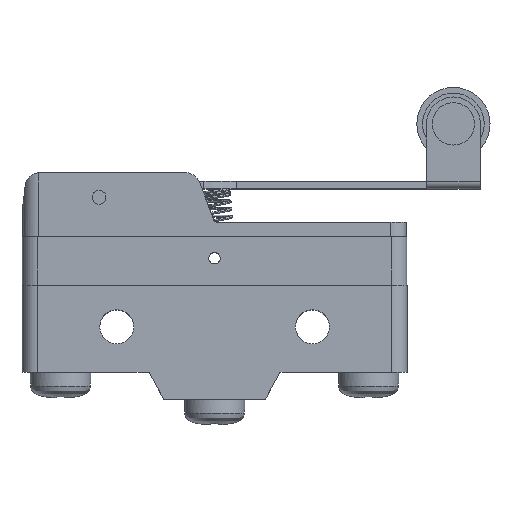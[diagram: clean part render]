
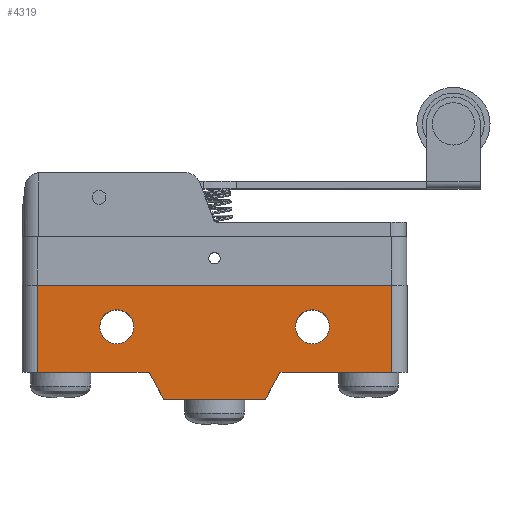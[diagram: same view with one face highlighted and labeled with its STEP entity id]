
A CAD part, top view. The second image highlights one B-rep face of the part: STEP entity #4319.
In plain terms, the highlighted planar face has unit normal (0, 0, 1).
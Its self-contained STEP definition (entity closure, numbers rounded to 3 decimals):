
#6=DIRECTION('',(1.,0.,0.));
#7=VECTOR('',#6,13.2);
#8=CARTESIAN_POINT('',(-6.6,0.,9.));
#9=LINE('',#8,#7);
#76=CARTESIAN_POINT('',(12.7,9.4,9.));
#77=DIRECTION('',(0.,0.,1.));
#78=DIRECTION('',(1.,0.,0.));
#79=AXIS2_PLACEMENT_3D('',#76,#77,#78);
#81=CARTESIAN_POINT('',(12.7,9.4,9.));
#82=DIRECTION('',(0.,0.,1.));
#83=DIRECTION('',(-1.,0.,0.));
#84=AXIS2_PLACEMENT_3D('',#81,#82,#83);
#86=CARTESIAN_POINT('',(-12.7,9.4,9.));
#87=DIRECTION('',(0.,0.,1.));
#88=DIRECTION('',(1.,0.,0.));
#89=AXIS2_PLACEMENT_3D('',#86,#87,#88);
#91=CARTESIAN_POINT('',(-12.7,9.4,9.));
#92=DIRECTION('',(0.,0.,1.));
#93=DIRECTION('',(-1.,0.,0.));
#94=AXIS2_PLACEMENT_3D('',#91,#92,#93);
#96=DIRECTION('',(0.,-1.,0.));
#97=VECTOR('',#96,11.3);
#98=CARTESIAN_POINT('',(23.,14.8,9.));
#99=LINE('',#98,#97);
#100=DIRECTION('',(-1.,0.,0.));
#101=VECTOR('',#100,14.5);
#102=CARTESIAN_POINT('',(23.,3.5,9.));
#103=LINE('',#102,#101);
#104=DIRECTION('',(-0.477,-0.879,0.));
#105=VECTOR('',#104,3.982);
#106=CARTESIAN_POINT('',(8.5,3.5,9.));
#107=LINE('',#106,#105);
#108=DIRECTION('',(-0.477,0.879,0.));
#109=VECTOR('',#108,3.982);
#110=CARTESIAN_POINT('',(-6.6,0.,9.));
#111=LINE('',#110,#109);
#112=DIRECTION('',(1.,0.,0.));
#113=VECTOR('',#112,14.5);
#114=CARTESIAN_POINT('',(-23.,3.5,9.));
#115=LINE('',#114,#113);
#116=DIRECTION('',(0.,-1.,0.));
#117=VECTOR('',#116,11.3);
#118=CARTESIAN_POINT('',(-23.,14.8,9.));
#119=LINE('',#118,#117);
#137=DIRECTION('',(1.,0.,0.));
#138=VECTOR('',#137,46.);
#139=CARTESIAN_POINT('',(-23.,14.8,9.));
#140=LINE('',#139,#138);
#3489=CARTESIAN_POINT('',(-6.6,0.,9.));
#3491=VERTEX_POINT('',#3489);
#3493=CARTESIAN_POINT('',(6.6,0.,9.));
#3495=VERTEX_POINT('',#3493);
#3497=CARTESIAN_POINT('',(-8.5,3.5,9.));
#3498=VERTEX_POINT('',#3497);
#3499=CARTESIAN_POINT('',(8.5,3.5,9.));
#3500=VERTEX_POINT('',#3499);
#3505=CARTESIAN_POINT('',(14.9,9.4,9.));
#3506=CARTESIAN_POINT('',(10.5,9.4,9.));
#3507=VERTEX_POINT('',#3505);
#3508=VERTEX_POINT('',#3506);
#3509=CARTESIAN_POINT('',(-10.5,9.4,9.));
#3510=CARTESIAN_POINT('',(-14.9,9.4,9.));
#3511=VERTEX_POINT('',#3509);
#3512=VERTEX_POINT('',#3510);
#3549=CARTESIAN_POINT('',(23.,3.5,9.));
#3550=VERTEX_POINT('',#3549);
#3551=CARTESIAN_POINT('',(23.,14.8,9.));
#3552=VERTEX_POINT('',#3551);
#3585=CARTESIAN_POINT('',(-23.,14.8,9.));
#3586=CARTESIAN_POINT('',(-23.,3.5,9.));
#3587=VERTEX_POINT('',#3585);
#3588=VERTEX_POINT('',#3586);
#4287=CARTESIAN_POINT('',(-25.,0.,9.));
#4288=DIRECTION('',(0.,0.,1.));
#4289=DIRECTION('',(1.,0.,0.));
#4290=AXIS2_PLACEMENT_3D('',#4287,#4288,#4289);
#4291=PLANE('',#4290);
#4293=ORIENTED_EDGE('',*,*,#4292,.T.);
#4295=ORIENTED_EDGE('',*,*,#4294,.T.);
#4297=ORIENTED_EDGE('',*,*,#4296,.T.);
#4298=ORIENTED_EDGE('',*,*,#4208,.F.);
#4299=ORIENTED_EDGE('',*,*,#4233,.T.);
#4301=ORIENTED_EDGE('',*,*,#4300,.F.);
#4303=ORIENTED_EDGE('',*,*,#4302,.F.);
#4305=ORIENTED_EDGE('',*,*,#4304,.T.);
#4306=EDGE_LOOP('',(#4293,#4295,#4297,#4298,#4299,#4301,#4303,#4305));
#4307=FACE_OUTER_BOUND('',#4306,.F.);
#4309=ORIENTED_EDGE('',*,*,#4308,.T.);
#4311=ORIENTED_EDGE('',*,*,#4310,.T.);
#4312=EDGE_LOOP('',(#4309,#4311));
#4313=FACE_BOUND('',#4312,.F.);
#4314=ORIENTED_EDGE('',*,*,#4277,.T.);
#4316=ORIENTED_EDGE('',*,*,#4315,.T.);
#4317=EDGE_LOOP('',(#4314,#4316));
#4318=FACE_BOUND('',#4317,.F.);
#80=CIRCLE('',#79,2.2);
#85=CIRCLE('',#84,2.2);
#90=CIRCLE('',#89,2.2);
#95=CIRCLE('',#94,2.2);
#4208=EDGE_CURVE('',#3491,#3495,#9,.T.);
#4233=EDGE_CURVE('',#3491,#3498,#111,.T.);
#4277=EDGE_CURVE('',#3507,#3508,#80,.T.);
#4292=EDGE_CURVE('',#3552,#3550,#99,.T.);
#4294=EDGE_CURVE('',#3550,#3500,#103,.T.);
#4296=EDGE_CURVE('',#3500,#3495,#107,.T.);
#4300=EDGE_CURVE('',#3588,#3498,#115,.T.);
#4302=EDGE_CURVE('',#3587,#3588,#119,.T.);
#4304=EDGE_CURVE('',#3587,#3552,#140,.T.);
#4308=EDGE_CURVE('',#3511,#3512,#90,.T.);
#4310=EDGE_CURVE('',#3512,#3511,#95,.T.);
#4315=EDGE_CURVE('',#3508,#3507,#85,.T.);
#4319=ADVANCED_FACE('',(#4307,#4313,#4318),#4291,.T.);
